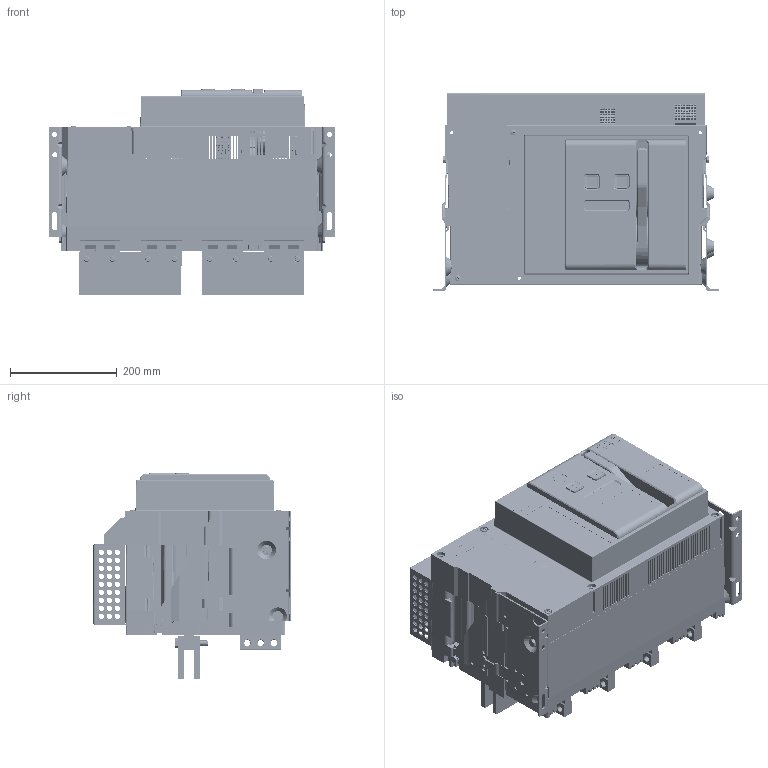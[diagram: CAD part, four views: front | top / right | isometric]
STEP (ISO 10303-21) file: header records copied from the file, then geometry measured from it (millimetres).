
FILE_DESCRIPTION((''),'2;1');
FILE_NAME('CDWNEGZ-4000-4-2000A_SW0001','2024-01-19T',('zhongyao.huang'),(''),'PRO/ENGINEER BY PARAMETRIC TECHNOLOGY CORPORATION, 2015440','PRO/ENGINEER BY PARAMETRIC TECHNOLOGY CORPORATION, 2015440','');
FILE_SCHEMA(('CONFIG_CONTROL_DESIGN'));
Products named in the file (1): CDWNEGZ-4000-4-2000A_SW0001
Bounding box: 537 x 371.87 x 386.5 mm (x, y, z)
Volume: 10138219.5 mm3; surface area: 3306013 mm2
Topology: 10 solids, 11 shells, 13593 faces, 38369 edges, 24983 vertices
Faces by surface type: plane 8900, cylinder 3571, cone 757, torus 168, bspline 145, sphere 34, extrusion 18
Entity records: 472937 total; most frequent: CARTESIAN_POINT 116197, ORIENTED_EDGE 76682, DIRECTION 71867, EDGE_CURVE 38341, VECTOR 27147, LINE 27129, VERTEX_POINT 24983, AXIS2_PLACEMENT_3D 22360
